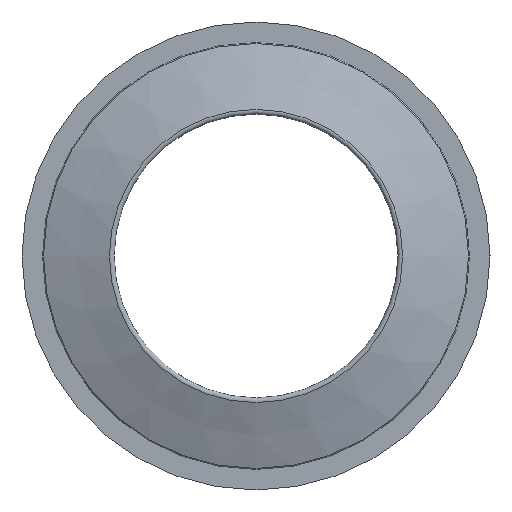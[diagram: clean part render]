
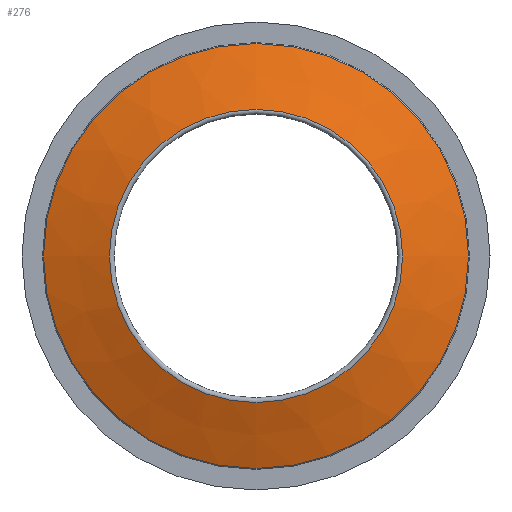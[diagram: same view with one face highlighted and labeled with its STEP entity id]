
A CAD part, front view. The second image highlights one B-rep face of the part: STEP entity #276.
In plain terms, the highlighted conical face has half-angle 69.796 degrees and reference radius 25.321 mm.
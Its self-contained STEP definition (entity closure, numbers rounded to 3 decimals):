
#42=FACE_OUTER_BOUND('',#60,.T.);
#60=EDGE_LOOP('',(#245,#246,#247,#248,#249,#250));
#70=LINE('',#533,#79);
#79=VECTOR('',#448,25.321);
#105=CIRCLE('',#340,29.969);
#107=CIRCLE('',#342,29.969);
#108=CIRCLE('',#344,20.673);
#109=CIRCLE('',#345,20.673);
#133=VERTEX_POINT('',#523);
#134=VERTEX_POINT('',#524);
#135=VERTEX_POINT('',#529);
#136=VERTEX_POINT('',#530);
#170=EDGE_CURVE('',#133,#134,#105,.T.);
#172=EDGE_CURVE('',#134,#133,#107,.T.);
#173=EDGE_CURVE('',#135,#136,#108,.T.);
#174=EDGE_CURVE('',#136,#135,#109,.T.);
#175=EDGE_CURVE('',#136,#134,#70,.T.);
#245=ORIENTED_EDGE('',*,*,#173,.F.);
#246=ORIENTED_EDGE('',*,*,#174,.F.);
#247=ORIENTED_EDGE('',*,*,#175,.T.);
#248=ORIENTED_EDGE('',*,*,#172,.T.);
#249=ORIENTED_EDGE('',*,*,#170,.T.);
#250=ORIENTED_EDGE('',*,*,#175,.F.);
#261=CONICAL_SURFACE('',#343,25.321,1.218);
#276=ADVANCED_FACE('',(#42),#261,.T.);
#340=AXIS2_PLACEMENT_3D('',#525,#436,#437);
#342=AXIS2_PLACEMENT_3D('',#527,#440,#441);
#343=AXIS2_PLACEMENT_3D('',#528,#442,#443);
#344=AXIS2_PLACEMENT_3D('',#531,#444,#445);
#345=AXIS2_PLACEMENT_3D('',#532,#446,#447);
#436=DIRECTION('center_axis',(0.,-1.,0.));
#437=DIRECTION('ref_axis',(1.,0.,0.));
#440=DIRECTION('center_axis',(0.,-1.,0.));
#441=DIRECTION('ref_axis',(1.,0.,0.));
#442=DIRECTION('center_axis',(0.,1.,0.));
#443=DIRECTION('ref_axis',(-1.,0.,0.));
#444=DIRECTION('center_axis',(0.,-1.,0.));
#445=DIRECTION('ref_axis',(1.,0.,0.));
#446=DIRECTION('center_axis',(0.,-1.,0.));
#447=DIRECTION('ref_axis',(1.,0.,0.));
#448=DIRECTION('',(0.938,0.345,0.));
#523=CARTESIAN_POINT('',(0.,3.452,29.969));
#524=CARTESIAN_POINT('',(29.969,3.452,0.));
#525=CARTESIAN_POINT('Origin',(0.,3.452,0.));
#527=CARTESIAN_POINT('Origin',(0.,3.452,0.));
#528=CARTESIAN_POINT('Origin',(0.,1.741,0.));
#529=CARTESIAN_POINT('',(0.,0.031,20.673));
#530=CARTESIAN_POINT('',(20.673,0.031,0.));
#531=CARTESIAN_POINT('Origin',(0.,0.031,
0.));
#532=CARTESIAN_POINT('Origin',(0.,0.031,
0.));
#533=CARTESIAN_POINT('',(25.321,1.741,0.));
